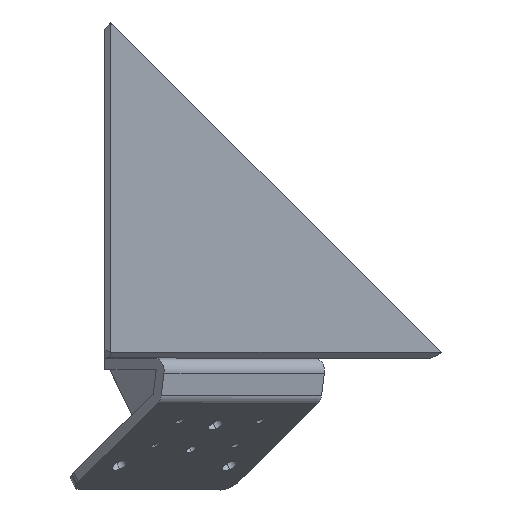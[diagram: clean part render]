
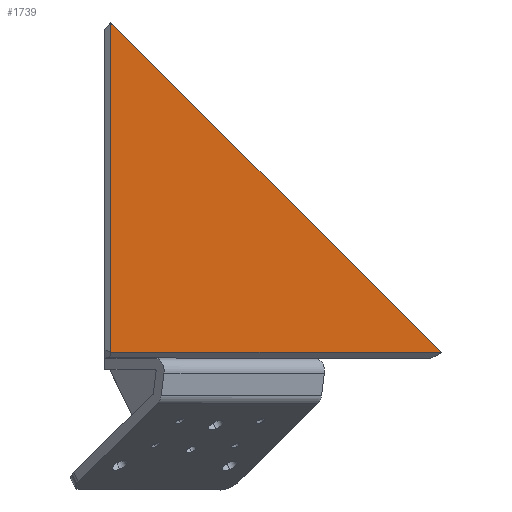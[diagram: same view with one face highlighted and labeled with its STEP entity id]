
A CAD part, top view. The second image highlights one B-rep face of the part: STEP entity #1739.
In plain terms, the highlighted planar face has unit normal (0, 0, 1).
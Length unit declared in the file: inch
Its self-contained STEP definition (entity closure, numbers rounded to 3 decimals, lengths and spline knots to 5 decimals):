
#5 = CARTESIAN_POINT ( 'NONE',  ( 0.3937, 9.58052, 0.3937 ) ) ;
#65 = CARTESIAN_POINT ( 'NONE',  ( 4.59341, 4.59341, 0.3937 ) ) ;
#180 = VECTOR ( 'NONE', #1839, 39.37008 ) ;
#232 = FACE_OUTER_BOUND ( 'NONE', #1684, .T. ) ;
#384 = VECTOR ( 'NONE', #1451, 39.37008 ) ;
#496 = LINE ( 'NONE', #1585, #2729 ) ;
#503 = PLANE ( 'NONE',  #1954 ) ;
#592 = EDGE_CURVE ( 'NONE', #1084, #851, #1255, .T. ) ;
#733 = CARTESIAN_POINT ( 'NONE',  ( 0.3937, 0.3937, 0.3937 ) ) ;
#769 = ORIENTED_EDGE ( 'NONE', *, *, #2049, .F. ) ;
#851 = VERTEX_POINT ( 'NONE', #733 ) ;
#902 = DIRECTION ( 'NONE',  ( 1., 0., 0. ) ) ;
#1011 = CARTESIAN_POINT ( 'NONE',  ( 0.3937, 4.59341, 0.3937 ) ) ;
#1084 = VERTEX_POINT ( 'NONE', #5 ) ;
#1101 = CARTESIAN_POINT ( 'NONE',  ( 9.58052, 0.3937, 0.3937 ) ) ;
#1255 = LINE ( 'NONE', #1011, #384 ) ;
#1286 = EDGE_CURVE ( 'NONE', #851, #1672, #1807, .T. ) ;
#1451 = DIRECTION ( 'NONE',  ( 0., -1., 0. ) ) ;
#1553 = DIRECTION ( 'NONE',  ( 0., 0., 1. ) ) ;
#1585 = CARTESIAN_POINT ( 'NONE',  ( 0.3937, 9.58052, 0.3937 ) ) ;
#1672 = VERTEX_POINT ( 'NONE', #1101 ) ;
#1684 = EDGE_LOOP ( 'NONE', ( #2754, #2074, #769 ) ) ;
#1739 = ADVANCED_FACE ( 'NONE', ( #232 ), #503, .T. ) ;
#1807 = LINE ( 'NONE', #2312, #180 ) ;
#1839 = DIRECTION ( 'NONE',  ( 1., 0., 0. ) ) ;
#1954 = AXIS2_PLACEMENT_3D ( 'NONE', #65, #1553, #902 ) ;
#2049 = EDGE_CURVE ( 'NONE', #1084, #1672, #496, .T. ) ;
#2074 = ORIENTED_EDGE ( 'NONE', *, *, #1286, .T. ) ;
#2258 = DIRECTION ( 'NONE',  ( 0.707, -0.707, 0. ) ) ;
#2312 = CARTESIAN_POINT ( 'NONE',  ( 4.59341, 0.3937, 0.3937 ) ) ;
#2729 = VECTOR ( 'NONE', #2258, 39.37008 ) ;
#2754 = ORIENTED_EDGE ( 'NONE', *, *, #592, .T. ) ;
